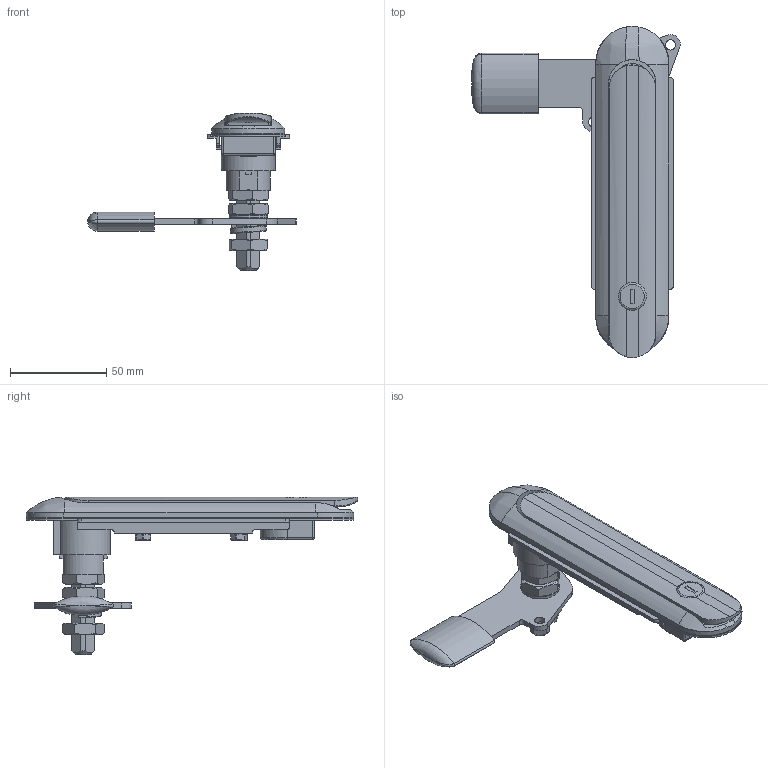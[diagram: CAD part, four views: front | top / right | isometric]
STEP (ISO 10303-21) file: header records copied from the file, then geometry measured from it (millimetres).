
FILE_DESCRIPTION(/* description */ (''),/* implementation_level */ '2;1');
FILE_NAME(/* name */ 'DR_AF3283-5.stp',/* time_stamp */ '2023-09-18T10:39:27+09:00',/* author */ ('user'),/* organization */ (''),/* preprocessor_version */ 'ST-DEVELOPER v15.6',/* originating_system */ 'Autodesk Inventor 2015',/* authorisation */ '');
FILE_SCHEMA (('AUTOMOTIVE_DESIGN { 1 0 10303 214 3 1 1 }'));
Length unit declared in the file: millimetre
Products named in the file (12): AF3283-5_본체1; DR_AF3283-5_H; DR_AF3283-5-B; DR_AF3283-5-G; DR_AF3283-5-HB; DR_AF3283-5-NUT; DR_AF3283-5-WH; DR_AF3283-5-WH2; DR_m6-sc; DR_AF3283-5-Braket; DR_AF3283-5_P; DR_AF3283-5
Bounding box: 108.21 x 171.99 x 81.9 mm (x, y, z)
Volume: 95801.7 mm3; surface area: 74005.4 mm2
Topology: 17 solids, 17 shells, 671 faces, 1657 edges, 1051 vertices
Faces by surface type: plane 285, cylinder 199, bspline 86, torus 38, cone 37, sphere 26
Full cylindrical faces by diameter (mm): 3 x2, 4.4 x2, 5 x4, 5.3 x4, 6 x2, 7 x1, 10.5 x4, 10.6 x2, 12.5 x1, 12.6 x1, 12.8 x1, 14.5 x1, 15.3 x1, 16 x1, 17 x2, 18.6 x1, 20 x1, 20.5 x1, 22 x1
Entity records: 17810 total; most frequent: CARTESIAN_POINT 5315, ORIENTED_EDGE 2516, DIRECTION 2510, EDGE_CURVE 1258, AXIS2_PLACEMENT_3D 949, VERTEX_POINT 829, EDGE_LOOP 625, LINE 612
